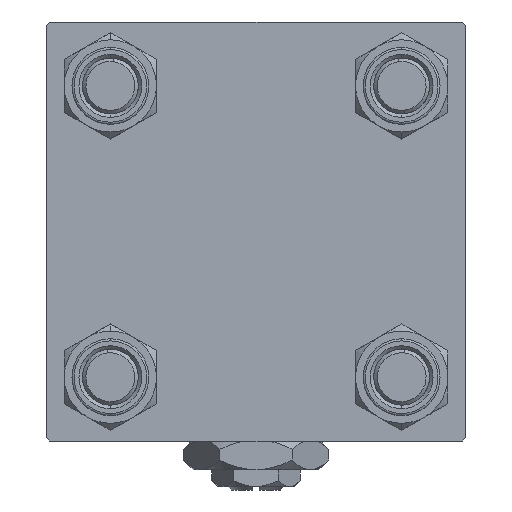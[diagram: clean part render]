
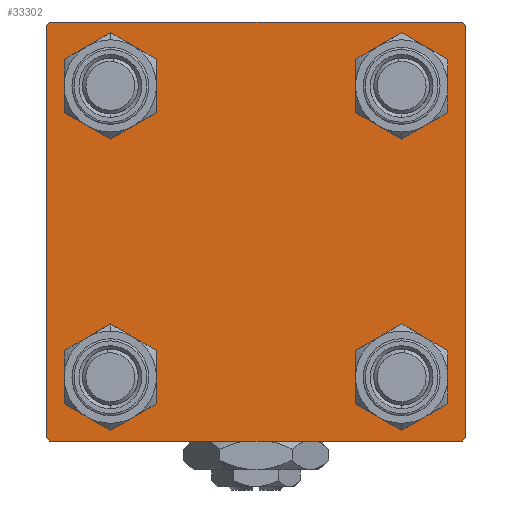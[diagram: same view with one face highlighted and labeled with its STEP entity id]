
A CAD part, left-side view. The second image highlights one B-rep face of the part: STEP entity #33302.
In plain terms, the highlighted planar face has unit normal (-1, 0, 0).
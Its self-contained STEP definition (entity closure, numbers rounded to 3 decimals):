
#217 = EDGE_CURVE ( 'NONE', #43769, #21515, #37980, .T. ) ;
#613 = EDGE_LOOP ( 'NONE', ( #49879, #2886, #28477, #45666, #33703, #36640, #52302, #37721 ) ) ;
#861 = VECTOR ( 'NONE', #19986, 1000. ) ;
#973 = VERTEX_POINT ( 'NONE', #2712 ) ;
#1030 = CARTESIAN_POINT ( 'NONE',  ( 0., -20.85, 20.85 ) ) ;
#1175 = EDGE_CURVE ( 'NONE', #42730, #33627, #29011, .T. ) ;
#2217 = VECTOR ( 'NONE', #11125, 1000. ) ;
#2494 = AXIS2_PLACEMENT_3D ( 'NONE', #4644, #44663, #12340 ) ;
#2712 = CARTESIAN_POINT ( 'NONE',  ( 0., 20.85, -16.35 ) ) ;
#2886 = ORIENTED_EDGE ( 'NONE', *, *, #29512, .T. ) ;
#3036 = DIRECTION ( 'NONE',  ( 0., 0., -1. ) ) ;
#3301 = CARTESIAN_POINT ( 'NONE',  ( 0., 20.85, -20.85 ) ) ;
#3390 = DIRECTION ( 'NONE',  ( 0., -0.707, -0.707 ) ) ;
#3401 = CIRCLE ( 'NONE', #47410, 4.5 ) ;
#4170 = CIRCLE ( 'NONE', #2494, 4.5 ) ;
#4644 = CARTESIAN_POINT ( 'NONE',  ( 0., 20.85, -20.85 ) ) ;
#4734 = VERTEX_POINT ( 'NONE', #42675 ) ;
#4893 = DIRECTION ( 'NONE',  ( 0., -0.707, 0.707 ) ) ;
#5450 = EDGE_CURVE ( 'NONE', #45847, #33627, #15759, .T. ) ;
#6483 = CARTESIAN_POINT ( 'NONE',  ( 0., 30., -30. ) ) ;
#6904 = EDGE_CURVE ( 'NONE', #973, #40324, #7388, .T. ) ;
#7388 = CIRCLE ( 'NONE', #13310, 4.5 ) ;
#7499 = DIRECTION ( 'NONE',  ( 1., 0., 0. ) ) ;
#7892 = CARTESIAN_POINT ( 'NONE',  ( 0., 30., 30. ) ) ;
#8428 = LINE ( 'NONE', #32285, #43078 ) ;
#8621 = CARTESIAN_POINT ( 'NONE',  ( 0., -29.75, -29.75 ) ) ;
#9190 = FACE_BOUND ( 'NONE', #45207, .T. ) ;
#10049 = CIRCLE ( 'NONE', #20189, 4.5 ) ;
#10310 = AXIS2_PLACEMENT_3D ( 'NONE', #1030, #17979, #41575 ) ;
#10458 = LINE ( 'NONE', #6483, #29905 ) ;
#10483 = EDGE_CURVE ( 'NONE', #21515, #4734, #31739, .T. ) ;
#10840 = VECTOR ( 'NONE', #3036, 1000. ) ;
#11125 = DIRECTION ( 'NONE',  ( 0., 0.707, -0.707 ) ) ;
#11219 = CARTESIAN_POINT ( 'NONE',  ( 0., -29.5, 30. ) ) ;
#11264 = CARTESIAN_POINT ( 'NONE',  ( 0., -30., 29.5 ) ) ;
#11788 = DIRECTION ( 'NONE',  ( 1., 0., 0. ) ) ;
#11822 = EDGE_CURVE ( 'NONE', #40324, #973, #4170, .T. ) ;
#12254 = DIRECTION ( 'NONE',  ( 0., 0., 1. ) ) ;
#12340 = DIRECTION ( 'NONE',  ( 0., 0., 1. ) ) ;
#13147 = AXIS2_PLACEMENT_3D ( 'NONE', #19265, #35437, #27489 ) ;
#13310 = AXIS2_PLACEMENT_3D ( 'NONE', #3301, #11788, #39619 ) ;
#14283 = EDGE_CURVE ( 'NONE', #42593, #28806, #3401, .T. ) ;
#14470 = CARTESIAN_POINT ( 'NONE',  ( 0., -29.5, -30. ) ) ;
#14696 = ORIENTED_EDGE ( 'NONE', *, *, #28963, .T. ) ;
#15188 = CARTESIAN_POINT ( 'NONE',  ( 0., 20.85, 20.85 ) ) ;
#15759 = LINE ( 'NONE', #19733, #10840 ) ;
#15852 = CARTESIAN_POINT ( 'NONE',  ( 0., 30., 29.5 ) ) ;
#16077 = ORIENTED_EDGE ( 'NONE', *, *, #6904, .T. ) ;
#16171 = CARTESIAN_POINT ( 'NONE',  ( 0., -20.85, -20.85 ) ) ;
#16615 = DIRECTION ( 'NONE',  ( 0., 0., 1. ) ) ;
#17148 = FACE_BOUND ( 'NONE', #37924, .T. ) ;
#17690 = DIRECTION ( 'NONE',  ( 0., 0., -1. ) ) ;
#17699 = CARTESIAN_POINT ( 'NONE',  ( 0., 29.5, -30. ) ) ;
#17701 = VECTOR ( 'NONE', #17690, 1000. ) ;
#17979 = DIRECTION ( 'NONE',  ( 1., 0., 0. ) ) ;
#19265 = CARTESIAN_POINT ( 'NONE',  ( 0., -20.85, 20.85 ) ) ;
#19733 = CARTESIAN_POINT ( 'NONE',  ( 0., -30., 30. ) ) ;
#19783 = ORIENTED_EDGE ( 'NONE', *, *, #28466, .T. ) ;
#19986 = DIRECTION ( 'NONE',  ( 0., -1., 0. ) ) ;
#20189 = AXIS2_PLACEMENT_3D ( 'NONE', #15188, #7499, #27132 ) ;
#20232 = CARTESIAN_POINT ( 'NONE',  ( 0., 29.5, 30. ) ) ;
#20977 = VERTEX_POINT ( 'NONE', #45909 ) ;
#21388 = FACE_BOUND ( 'NONE', #51293, .T. ) ;
#21515 = VERTEX_POINT ( 'NONE', #15852 ) ;
#21802 = VERTEX_POINT ( 'NONE', #17699 ) ;
#22620 = DIRECTION ( 'NONE',  ( 0., 0.707, 0.707 ) ) ;
#24896 = VERTEX_POINT ( 'NONE', #26362 ) ;
#25280 = CARTESIAN_POINT ( 'NONE',  ( 0., -30., -29.5 ) ) ;
#25348 = CARTESIAN_POINT ( 'NONE',  ( 0., 0., 0. ) ) ;
#26362 = CARTESIAN_POINT ( 'NONE',  ( 0., 20.85, 16.35 ) ) ;
#26581 = ORIENTED_EDGE ( 'NONE', *, *, #14283, .T. ) ;
#26609 = VECTOR ( 'NONE', #22620, 1000. ) ;
#26684 = CIRCLE ( 'NONE', #13147, 4.5 ) ;
#26948 = CARTESIAN_POINT ( 'NONE',  ( 0., 20.85, 25.35 ) ) ;
#27132 = DIRECTION ( 'NONE',  ( 0., 0., 1. ) ) ;
#27489 = DIRECTION ( 'NONE',  ( 0., 0., 1. ) ) ;
#27708 = CARTESIAN_POINT ( 'NONE',  ( 0., 20.85, -25.35 ) ) ;
#27913 = VERTEX_POINT ( 'NONE', #11219 ) ;
#28206 = ORIENTED_EDGE ( 'NONE', *, *, #11822, .T. ) ;
#28421 = DIRECTION ( 'NONE',  ( 1., 0., 0. ) ) ;
#28466 = EDGE_CURVE ( 'NONE', #28806, #42593, #52363, .T. ) ;
#28477 = ORIENTED_EDGE ( 'NONE', *, *, #44469, .T. ) ;
#28806 = VERTEX_POINT ( 'NONE', #50479 ) ;
#28963 = EDGE_CURVE ( 'NONE', #24896, #44569, #10049, .T. ) ;
#29011 = LINE ( 'NONE', #8621, #47083 ) ;
#29512 = EDGE_CURVE ( 'NONE', #4734, #21802, #8428, .T. ) ;
#29580 = FACE_BOUND ( 'NONE', #51483, .T. ) ;
#29905 = VECTOR ( 'NONE', #34849, 1000. ) ;
#30558 = ORIENTED_EDGE ( 'NONE', *, *, #49765, .T. ) ;
#30783 = AXIS2_PLACEMENT_3D ( 'NONE', #32397, #28421, #12254 ) ;
#31739 = LINE ( 'NONE', #7892, #17701 ) ;
#31839 = CARTESIAN_POINT ( 'NONE',  ( 0., -20.85, -20.85 ) ) ;
#32285 = CARTESIAN_POINT ( 'NONE',  ( 0., 29.75, -29.75 ) ) ;
#32397 = CARTESIAN_POINT ( 'NONE',  ( 0., 20.85, 20.85 ) ) ;
#32603 = EDGE_CURVE ( 'NONE', #43769, #27913, #52325, .T. ) ;
#33036 = ORIENTED_EDGE ( 'NONE', *, *, #51577, .T. ) ;
#33302 = ADVANCED_FACE ( 'NONE', ( #21388, #9190, #29580, #17148, #50000 ), #41516, .T. ) ;
#33307 = DIRECTION ( 'NONE',  ( -1., 0., 0. ) ) ;
#33627 = VERTEX_POINT ( 'NONE', #25280 ) ;
#33703 = ORIENTED_EDGE ( 'NONE', *, *, #5450, .F. ) ;
#33999 = CIRCLE ( 'NONE', #10310, 4.5 ) ;
#34849 = DIRECTION ( 'NONE',  ( 0., -1., 0. ) ) ;
#34967 = VERTEX_POINT ( 'NONE', #35523 ) ;
#35437 = DIRECTION ( 'NONE',  ( 1., 0., 0. ) ) ;
#35523 = CARTESIAN_POINT ( 'NONE',  ( 0., -20.85, 25.35 ) ) ;
#36640 = ORIENTED_EDGE ( 'NONE', *, *, #49615, .T. ) ;
#37721 = ORIENTED_EDGE ( 'NONE', *, *, #217, .T. ) ;
#37924 = EDGE_LOOP ( 'NONE', ( #30558, #14696 ) ) ;
#37980 = LINE ( 'NONE', #47431, #2217 ) ;
#38005 = LINE ( 'NONE', #38520, #26609 ) ;
#38520 = CARTESIAN_POINT ( 'NONE',  ( 0., -29.75, 29.75 ) ) ;
#38753 = DIRECTION ( 'NONE',  ( 0., 0., 1. ) ) ;
#39619 = DIRECTION ( 'NONE',  ( 0., 0., 1. ) ) ;
#39790 = DIRECTION ( 'NONE',  ( 1., 0., 0. ) ) ;
#40285 = DIRECTION ( 'NONE',  ( 0., 0., 1. ) ) ;
#40324 = VERTEX_POINT ( 'NONE', #27708 ) ;
#40468 = EDGE_CURVE ( 'NONE', #34967, #20977, #33999, .T. ) ;
#41516 = PLANE ( 'NONE',  #41543 ) ;
#41543 = AXIS2_PLACEMENT_3D ( 'NONE', #25348, #33307, #16615 ) ;
#41575 = DIRECTION ( 'NONE',  ( 0., 0., 1. ) ) ;
#42593 = VERTEX_POINT ( 'NONE', #44453 ) ;
#42675 = CARTESIAN_POINT ( 'NONE',  ( 0., 30., -29.5 ) ) ;
#42730 = VERTEX_POINT ( 'NONE', #14470 ) ;
#43078 = VECTOR ( 'NONE', #3390, 1000. ) ;
#43769 = VERTEX_POINT ( 'NONE', #20232 ) ;
#44099 = CARTESIAN_POINT ( 'NONE',  ( 0., 30., 30. ) ) ;
#44453 = CARTESIAN_POINT ( 'NONE',  ( 0., -20.85, -25.35 ) ) ;
#44469 = EDGE_CURVE ( 'NONE', #21802, #42730, #10458, .T. ) ;
#44569 = VERTEX_POINT ( 'NONE', #26948 ) ;
#44663 = DIRECTION ( 'NONE',  ( 1., 0., 0. ) ) ;
#45207 = EDGE_LOOP ( 'NONE', ( #19783, #26581 ) ) ;
#45666 = ORIENTED_EDGE ( 'NONE', *, *, #1175, .T. ) ;
#45847 = VERTEX_POINT ( 'NONE', #11264 ) ;
#45909 = CARTESIAN_POINT ( 'NONE',  ( 0., -20.85, 16.35 ) ) ;
#47083 = VECTOR ( 'NONE', #4893, 1000. ) ;
#47410 = AXIS2_PLACEMENT_3D ( 'NONE', #31839, #39790, #38753 ) ;
#47431 = CARTESIAN_POINT ( 'NONE',  ( 0., 29.75, 29.75 ) ) ;
#48504 = DIRECTION ( 'NONE',  ( 1., 0., 0. ) ) ;
#48986 = AXIS2_PLACEMENT_3D ( 'NONE', #16171, #48504, #40285 ) ;
#49615 = EDGE_CURVE ( 'NONE', #45847, #27913, #38005, .T. ) ;
#49765 = EDGE_CURVE ( 'NONE', #44569, #24896, #51990, .T. ) ;
#49879 = ORIENTED_EDGE ( 'NONE', *, *, #10483, .T. ) ;
#50000 = FACE_OUTER_BOUND ( 'NONE', #613, .T. ) ;
#50479 = CARTESIAN_POINT ( 'NONE',  ( 0., -20.85, -16.35 ) ) ;
#50561 = ORIENTED_EDGE ( 'NONE', *, *, #40468, .T. ) ;
#51293 = EDGE_LOOP ( 'NONE', ( #50561, #33036 ) ) ;
#51483 = EDGE_LOOP ( 'NONE', ( #16077, #28206 ) ) ;
#51577 = EDGE_CURVE ( 'NONE', #20977, #34967, #26684, .T. ) ;
#51990 = CIRCLE ( 'NONE', #30783, 4.5 ) ;
#52302 = ORIENTED_EDGE ( 'NONE', *, *, #32603, .F. ) ;
#52325 = LINE ( 'NONE', #44099, #861 ) ;
#52363 = CIRCLE ( 'NONE', #48986, 4.5 ) ;
